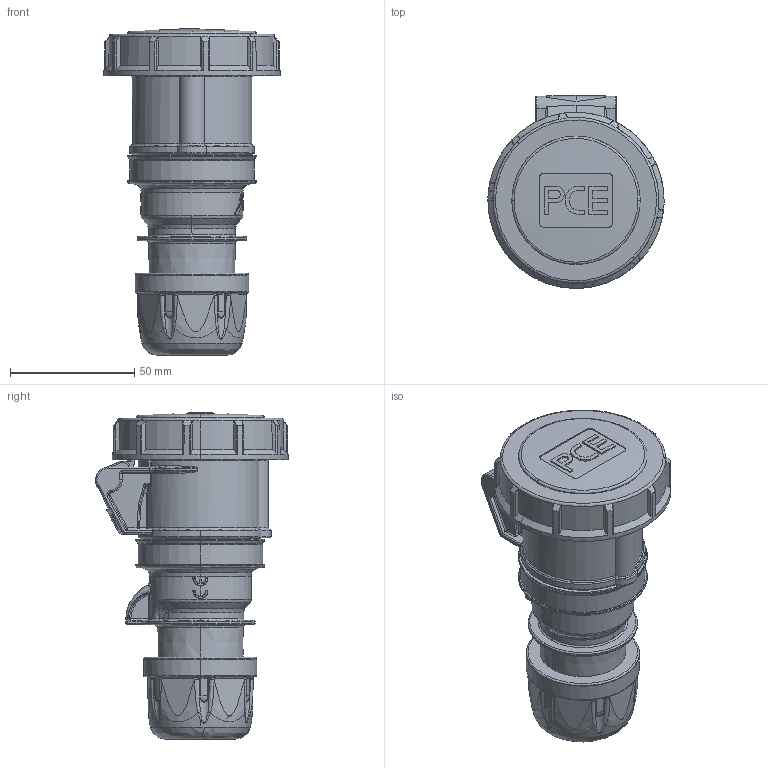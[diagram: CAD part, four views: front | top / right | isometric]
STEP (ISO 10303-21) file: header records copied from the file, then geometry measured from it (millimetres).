
FILE_DESCRIPTION (( 'STEP AP203' ), '1' );
FILE_NAME ('2132-6.STEP', '2017-11-23T12:27:34', ( '' ), ( '' ), 'SwSTEP 2.0', 'SolidWorks 2016', '' );
FILE_SCHEMA (( 'CONFIG_CONTROL_DESIGN' ));
Products named in the file (1): 2132-6
Bounding box: 71 x 77.75 x 131.34 mm (x, y, z)
Volume: 247022 mm3; surface area: 32246.5 mm2
Topology: 1 solids, 1 shells, 950 faces, 2438 edges, 1479 vertices
Faces by surface type: bspline 439, cylinder 227, plane 199, cone 85
Entity records: 47884 total; most frequent: CARTESIAN_POINT 28512, ORIENTED_EDGE 4822, DIRECTION 3036, EDGE_CURVE 2411, VERTEX_POINT 1479, AXIS2_PLACEMENT_3D 1203, B_SPLINE_CURVE_WITH_KNOTS 986, EDGE_LOOP 968
